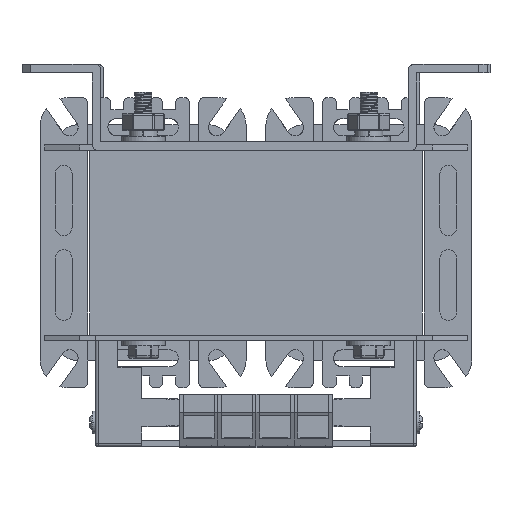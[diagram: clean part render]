
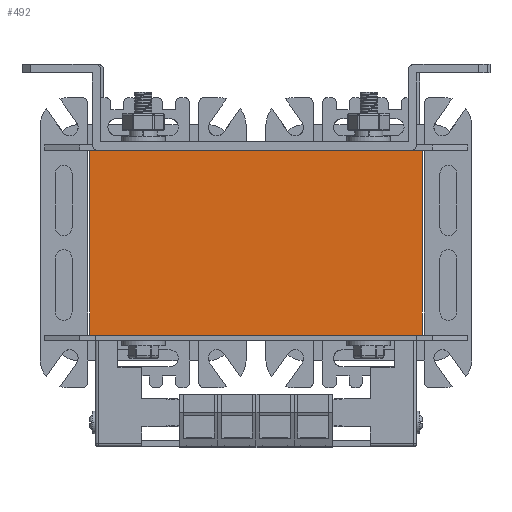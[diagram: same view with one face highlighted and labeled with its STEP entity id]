
A CAD part, front view. The second image highlights one B-rep face of the part: STEP entity #492.
In plain terms, the highlighted planar face has unit normal (0, 1, 0).
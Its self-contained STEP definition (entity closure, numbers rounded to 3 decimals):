
#318=DIRECTION('',(0.,0.,-1.));
#319=VECTOR('',#318,65.5);
#320=CARTESIAN_POINT('',(142.,0.,-30.5));
#321=LINE('',#320,#319);
#330=DIRECTION('',(-1.,0.,0.));
#331=VECTOR('',#330,118.);
#332=CARTESIAN_POINT('',(142.,0.,-30.5));
#333=LINE('',#332,#331);
#334=DIRECTION('',(0.,0.,-1.));
#335=VECTOR('',#334,65.5);
#336=CARTESIAN_POINT('',(24.,0.,-30.5));
#337=LINE('',#336,#335);
#338=DIRECTION('',(1.,0.,0.));
#339=VECTOR('',#338,118.);
#340=CARTESIAN_POINT('',(24.,0.,-96.));
#341=LINE('',#340,#339);
#394=CARTESIAN_POINT('',(24.,0.,-30.5));
#395=VERTEX_POINT('',#394);
#396=CARTESIAN_POINT('',(142.,0.,-30.5));
#397=VERTEX_POINT('',#396);
#414=CARTESIAN_POINT('',(24.,0.,-96.));
#415=VERTEX_POINT('',#414);
#416=CARTESIAN_POINT('',(142.,0.,-96.));
#417=VERTEX_POINT('',#416);
#479=CARTESIAN_POINT('',(83.,0.,-63.25));
#480=DIRECTION('',(0.,1.,0.));
#481=DIRECTION('',(-1.,0.,0.));
#482=AXIS2_PLACEMENT_3D('',#479,#480,#481);
#483=PLANE('',#482);
#484=ORIENTED_EDGE('',*,*,#431,.T.);
#486=ORIENTED_EDGE('',*,*,#485,.T.);
#488=ORIENTED_EDGE('',*,*,#487,.T.);
#489=ORIENTED_EDGE('',*,*,#471,.F.);
#490=EDGE_LOOP('',(#484,#486,#488,#489));
#491=FACE_OUTER_BOUND('',#490,.F.);
#492=ADVANCED_FACE('',(#491),#483,.T.);
#431=EDGE_CURVE('',#397,#395,#333,.T.);
#471=EDGE_CURVE('',#397,#417,#321,.T.);
#485=EDGE_CURVE('',#395,#415,#337,.T.);
#487=EDGE_CURVE('',#415,#417,#341,.T.);
